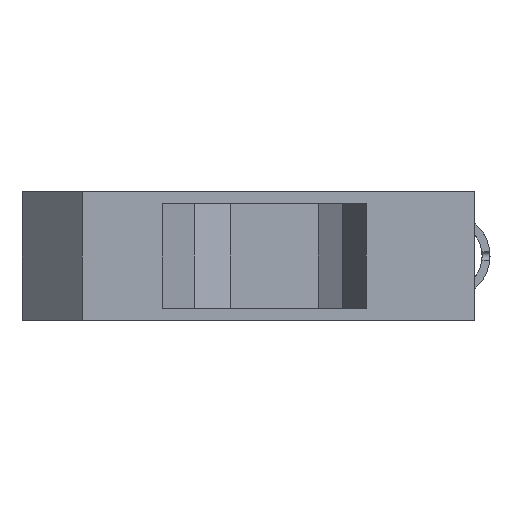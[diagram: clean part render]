
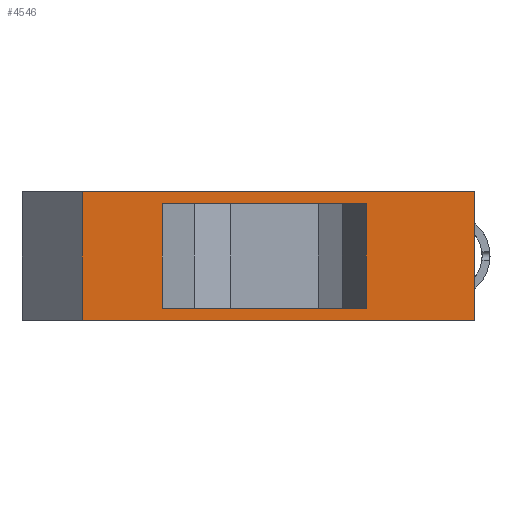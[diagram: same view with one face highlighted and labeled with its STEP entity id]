
A CAD part, front view. The second image highlights one B-rep face of the part: STEP entity #4546.
In plain terms, the highlighted planar face has unit normal (0, -1, 0).
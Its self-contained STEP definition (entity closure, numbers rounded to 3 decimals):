
#111 = DIRECTION ( 'NONE',  ( 0., 0., 1. ) ) ;
#147 = ORIENTED_EDGE ( 'NONE', *, *, #11890, .T. ) ;
#223 = VERTEX_POINT ( 'NONE', #2610 ) ;
#717 = LINE ( 'NONE', #11737, #10843 ) ;
#818 = FACE_OUTER_BOUND ( 'NONE', #11860, .T. ) ;
#857 = DIRECTION ( 'NONE',  ( 1., 0., 0. ) ) ;
#1174 = LINE ( 'NONE', #6538, #3987 ) ;
#1247 = CARTESIAN_POINT ( 'NONE',  ( 56.5, -29.25, 16. ) ) ;
#1561 = EDGE_CURVE ( 'NONE', #3842, #223, #2794, .T. ) ;
#1670 = VERTEX_POINT ( 'NONE', #11879 ) ;
#1764 = VECTOR ( 'NONE', #7920, 1000. ) ;
#1988 = CARTESIAN_POINT ( 'NONE',  ( 7.5, -29.25, 16. ) ) ;
#2319 = ORIENTED_EDGE ( 'NONE', *, *, #9774, .T. ) ;
#2385 = VERTEX_POINT ( 'NONE', #3086 ) ;
#2610 = CARTESIAN_POINT ( 'NONE',  ( 56.5, -29.25, 0. ) ) ;
#2794 = LINE ( 'NONE', #1247, #7546 ) ;
#2813 = EDGE_CURVE ( 'NONE', #7169, #1670, #8556, .T. ) ;
#2919 = VECTOR ( 'NONE', #9369, 1000. ) ;
#2934 = PLANE ( 'NONE',  #4571 ) ;
#3086 = CARTESIAN_POINT ( 'NONE',  ( 7.5, -29.25, 16. ) ) ;
#3804 = CARTESIAN_POINT ( 'NONE',  ( 7.5, -29.25, 0. ) ) ;
#3842 = VERTEX_POINT ( 'NONE', #9622 ) ;
#3894 = CARTESIAN_POINT ( 'NONE',  ( 17.5, -29.25, 14.5 ) ) ;
#3986 = CARTESIAN_POINT ( 'NONE',  ( 7.5, -29.25, 16. ) ) ;
#3987 = VECTOR ( 'NONE', #857, 1000. ) ;
#4501 = ORIENTED_EDGE ( 'NONE', *, *, #6737, .F. ) ;
#4546 = ADVANCED_FACE ( 'NONE', ( #5265, #818 ), #2934, .F. ) ;
#4571 = AXIS2_PLACEMENT_3D ( 'NONE', #1988, #5785, #111 ) ;
#4572 = CARTESIAN_POINT ( 'NONE',  ( 7.5, -29.25, 0. ) ) ;
#4931 = DIRECTION ( 'NONE',  ( 0., 0., -1. ) ) ;
#5175 = EDGE_LOOP ( 'NONE', ( #8494, #2319, #4501, #6685 ) ) ;
#5265 = FACE_BOUND ( 'NONE', #5175, .T. ) ;
#5420 = ORIENTED_EDGE ( 'NONE', *, *, #1561, .F. ) ;
#5785 = DIRECTION ( 'NONE',  ( 0., 1., 0. ) ) ;
#5968 = CARTESIAN_POINT ( 'NONE',  ( 17.5, -29.25, -26.725 ) ) ;
#6014 = DIRECTION ( 'NONE',  ( 1., 0., 0. ) ) ;
#6097 = EDGE_CURVE ( 'NONE', #1670, #6377, #9363, .T. ) ;
#6377 = VERTEX_POINT ( 'NONE', #3894 ) ;
#6538 = CARTESIAN_POINT ( 'NONE',  ( 7.5, -29.25, 16. ) ) ;
#6685 = ORIENTED_EDGE ( 'NONE', *, *, #2813, .T. ) ;
#6737 = EDGE_CURVE ( 'NONE', #7169, #11655, #8439, .T. ) ;
#7099 = DIRECTION ( 'NONE',  ( -1., 0., 0. ) ) ;
#7169 = VERTEX_POINT ( 'NONE', #7626 ) ;
#7546 = VECTOR ( 'NONE', #7895, 1000. ) ;
#7626 = CARTESIAN_POINT ( 'NONE',  ( 43., -29.25, 1.5 ) ) ;
#7895 = DIRECTION ( 'NONE',  ( 0., 0., -1. ) ) ;
#7920 = DIRECTION ( 'NONE',  ( 0., 0., 1. ) ) ;
#7935 = CARTESIAN_POINT ( 'NONE',  ( 43., -29.25, 1.5 ) ) ;
#7936 = ORIENTED_EDGE ( 'NONE', *, *, #10726, .F. ) ;
#7998 = CARTESIAN_POINT ( 'NONE',  ( 43., -29.25, -26.725 ) ) ;
#8143 = VERTEX_POINT ( 'NONE', #3804 ) ;
#8148 = VECTOR ( 'NONE', #4931, 1000. ) ;
#8433 = LINE ( 'NONE', #3986, #8148 ) ;
#8439 = LINE ( 'NONE', #7998, #11281 ) ;
#8494 = ORIENTED_EDGE ( 'NONE', *, *, #6097, .T. ) ;
#8556 = LINE ( 'NONE', #7935, #10482 ) ;
#8580 = LINE ( 'NONE', #4572, #2919 ) ;
#9330 = CARTESIAN_POINT ( 'NONE',  ( 43., -29.25, 14.5 ) ) ;
#9363 = LINE ( 'NONE', #5968, #1764 ) ;
#9369 = DIRECTION ( 'NONE',  ( 1., 0., 0. ) ) ;
#9622 = CARTESIAN_POINT ( 'NONE',  ( 56.5, -29.25, 16. ) ) ;
#9774 = EDGE_CURVE ( 'NONE', #6377, #11655, #717, .T. ) ;
#9843 = ORIENTED_EDGE ( 'NONE', *, *, #11660, .T. ) ;
#9905 = DIRECTION ( 'NONE',  ( 0., 0., 1. ) ) ;
#10482 = VECTOR ( 'NONE', #7099, 1000. ) ;
#10726 = EDGE_CURVE ( 'NONE', #2385, #3842, #1174, .T. ) ;
#10843 = VECTOR ( 'NONE', #6014, 1000. ) ;
#11281 = VECTOR ( 'NONE', #9905, 1000. ) ;
#11655 = VERTEX_POINT ( 'NONE', #9330 ) ;
#11660 = EDGE_CURVE ( 'NONE', #8143, #223, #8580, .T. ) ;
#11737 = CARTESIAN_POINT ( 'NONE',  ( 43., -29.25, 14.5 ) ) ;
#11860 = EDGE_LOOP ( 'NONE', ( #5420, #7936, #147, #9843 ) ) ;
#11879 = CARTESIAN_POINT ( 'NONE',  ( 17.5, -29.25, 1.5 ) ) ;
#11890 = EDGE_CURVE ( 'NONE', #2385, #8143, #8433, .T. ) ;
